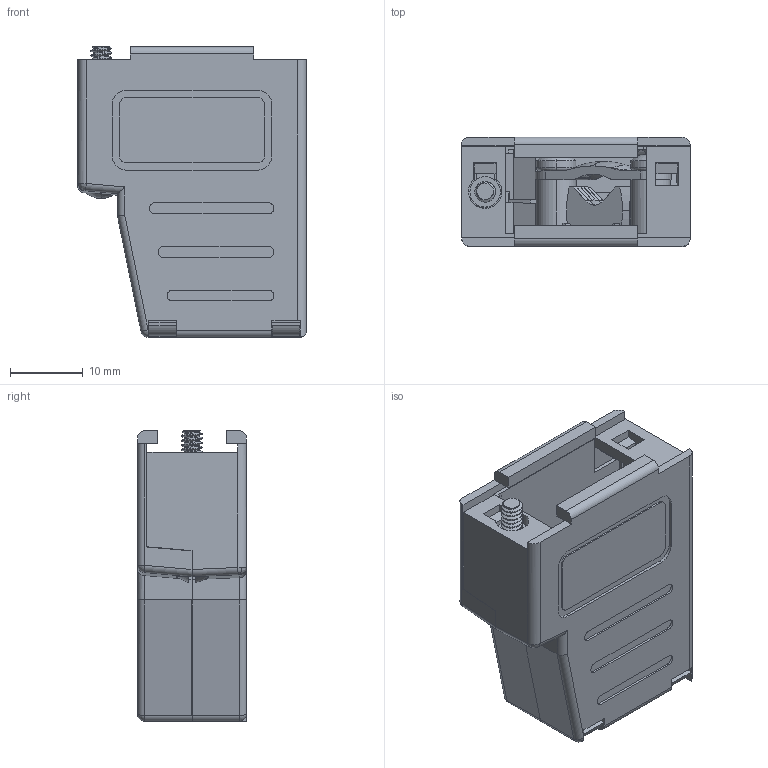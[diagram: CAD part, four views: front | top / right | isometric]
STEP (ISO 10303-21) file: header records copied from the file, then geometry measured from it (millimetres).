
FILE_DESCRIPTION (( 'STEP AP214' ), '1' );
FILE_NAME ('6688-9480-PS-SJS.STEP', '2023-06-12T12:18:15', ( '' ), ( '' ), 'SwSTEP 2.0', 'SolidWorks 2021', '' );
FILE_SCHEMA (( 'AUTOMOTIVE_DESIGN' ));
Length unit declared in the file: millimetre
Products named in the file (7): 6688-9480-PS-SJS; 6855-0109-01; 6811-0141-12 Part 2; 6830-0106-01; 6826-0133-01; 6838-0109-01; 6811-0141-12 Part 1
Assembly tree (7 placements, depth 2):
  6688-9480-PS-SJS
    6811-0141-12 Part 1
    6811-0141-12 Part 2
    6830-0106-01
    6838-0109-01
    6855-0109-01  x2
    6826-0133-01
Bounding box: 31.5 x 15 x 40 mm (x, y, z)
Volume: 6601.4 mm3; surface area: 9936.3 mm2
Topology: 9 solids, 9 shells, 629 faces, 1668 edges, 1084 vertices
Faces by surface type: plane 413, cylinder 166, bspline 26, cone 11, torus 10, sphere 3
Entity records: 22151 total; most frequent: CARTESIAN_POINT 7745, ORIENTED_EDGE 3066, DIRECTION 2743, EDGE_CURVE 1533, LINE 1083, VECTOR 1083, VERTEX_POINT 996, AXIS2_PLACEMENT_3D 830
